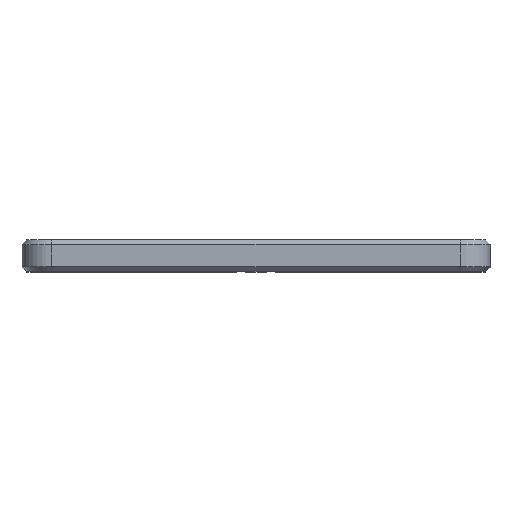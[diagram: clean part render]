
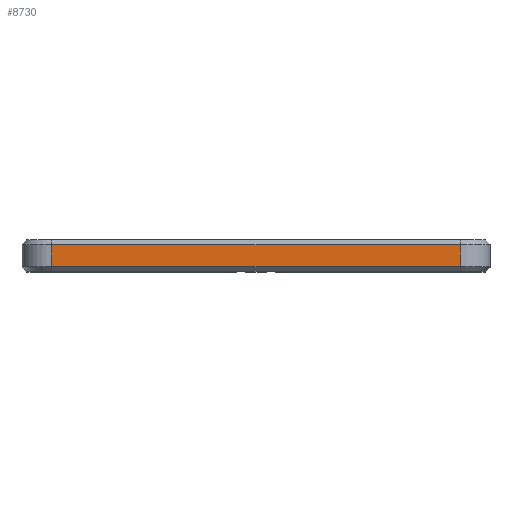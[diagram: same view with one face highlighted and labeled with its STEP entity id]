
A CAD part, top view. The second image highlights one B-rep face of the part: STEP entity #8730.
In plain terms, the highlighted planar face has unit normal (0, 0, 1).
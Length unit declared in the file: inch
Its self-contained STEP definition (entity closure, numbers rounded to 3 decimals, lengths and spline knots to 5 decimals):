
#768 = CARTESIAN_POINT ( 'NONE',  ( -2.62, 0.14062, 3. ) ) ;
#2176 = EDGE_CURVE ( 'NONE', #6783, #5274, #10191, .T. ) ;
#2263 = ORIENTED_EDGE ( 'NONE', *, *, #7206, .T. ) ;
#2507 = CARTESIAN_POINT ( 'NONE',  ( -2.62, -0.20313, 3. ) ) ;
#2524 = CARTESIAN_POINT ( 'NONE',  ( 2.62, -0.14063, 3. ) ) ;
#2547 = EDGE_LOOP ( 'NONE', ( #4744, #2731, #9643, #2263 ) ) ;
#2606 = DIRECTION ( 'NONE',  ( 0., 0., 1. ) ) ;
#2731 = ORIENTED_EDGE ( 'NONE', *, *, #11351, .T. ) ;
#3341 = DIRECTION ( 'NONE',  ( 1., 0., 0. ) ) ;
#3485 = DIRECTION ( 'NONE',  ( 1., 0., 0. ) ) ;
#3821 = VECTOR ( 'NONE', #4014, 39.37008 ) ;
#4014 = DIRECTION ( 'NONE',  ( -1., 0., 0. ) ) ;
#4215 = CARTESIAN_POINT ( 'NONE',  ( -3., -0.14063, 3. ) ) ;
#4652 = CARTESIAN_POINT ( 'NONE',  ( -2.62, -0.14063, 3. ) ) ;
#4744 = ORIENTED_EDGE ( 'NONE', *, *, #7359, .F. ) ;
#5274 = VERTEX_POINT ( 'NONE', #5307 ) ;
#5307 = CARTESIAN_POINT ( 'NONE',  ( 2.62, 0.14062, 3. ) ) ;
#5333 = DIRECTION ( 'NONE',  ( 0., 1., 0. ) ) ;
#5375 = DIRECTION ( 'NONE',  ( 0., 1., 0. ) ) ;
#6783 = VERTEX_POINT ( 'NONE', #2524 ) ;
#6869 = VECTOR ( 'NONE', #3341, 39.37008 ) ;
#7063 = LINE ( 'NONE', #4215, #6869 ) ;
#7077 = AXIS2_PLACEMENT_3D ( 'NONE', #12162, #2606, #3485 ) ;
#7206 = EDGE_CURVE ( 'NONE', #5274, #11439, #10754, .T. ) ;
#7359 = EDGE_CURVE ( 'NONE', #10187, #11439, #12255, .T. ) ;
#8063 = CARTESIAN_POINT ( 'NONE',  ( 2.62, -0.20313, 3. ) ) ;
#8660 = VECTOR ( 'NONE', #5375, 39.37008 ) ;
#8730 = ADVANCED_FACE ( 'NONE', ( #12102 ), #11033, .T. ) ;
#9643 = ORIENTED_EDGE ( 'NONE', *, *, #2176, .T. ) ;
#10051 = CARTESIAN_POINT ( 'NONE',  ( -3., 0.14062, 3. ) ) ;
#10187 = VERTEX_POINT ( 'NONE', #4652 ) ;
#10191 = LINE ( 'NONE', #8063, #11857 ) ;
#10754 = LINE ( 'NONE', #10051, #3821 ) ;
#11033 = PLANE ( 'NONE',  #7077 ) ;
#11351 = EDGE_CURVE ( 'NONE', #10187, #6783, #7063, .T. ) ;
#11439 = VERTEX_POINT ( 'NONE', #768 ) ;
#11857 = VECTOR ( 'NONE', #5333, 39.37008 ) ;
#12102 = FACE_OUTER_BOUND ( 'NONE', #2547, .T. ) ;
#12162 = CARTESIAN_POINT ( 'NONE',  ( -3., 0.21875, 3. ) ) ;
#12255 = LINE ( 'NONE', #2507, #8660 ) ;
